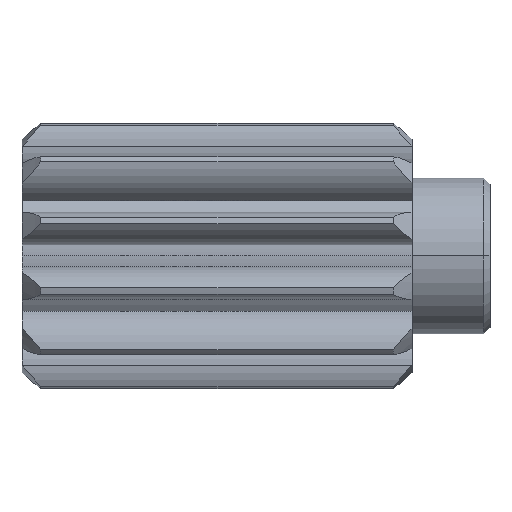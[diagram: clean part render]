
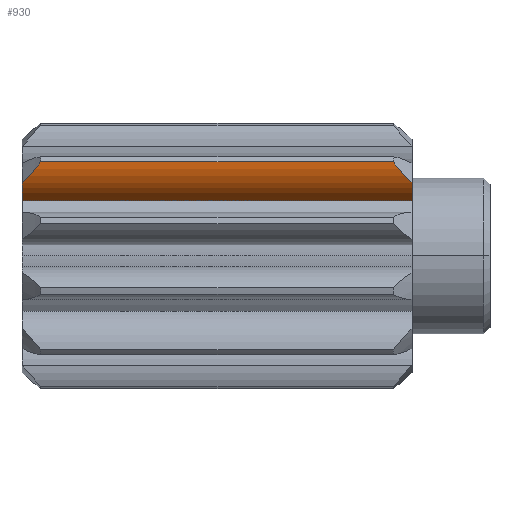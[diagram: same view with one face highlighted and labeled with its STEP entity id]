
A CAD part, top view. The second image highlights one B-rep face of the part: STEP entity #930.
In plain terms, the highlighted cylindrical face has radius 1.905 mm (diameter 3.81 mm), a partial arc.
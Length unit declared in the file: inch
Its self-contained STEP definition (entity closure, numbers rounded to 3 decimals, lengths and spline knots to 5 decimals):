
#21 = EDGE_CURVE ( 'NONE', #2082, #228, #1848, .T. ) ;
#45 = B_SPLINE_CURVE_WITH_KNOTS ( 'NONE', 3,
 ( #1981, #1771, #236, #2762, #1034, #252 ),
 .UNSPECIFIED., .F., .F.,
 ( 4, 2, 4 ),
 ( 0., 0.00059, 0.00118 ),
 .UNSPECIFIED. ) ;
#68 = ORIENTED_EDGE ( 'NONE', *, *, #1017, .T. ) ;
#69 = CARTESIAN_POINT ( 'NONE',  ( 0.625, 0.11685, 0.14823 ) ) ;
#79 = AXIS2_PLACEMENT_3D ( 'NONE', #816, #1669, #2657 ) ;
#83 = CARTESIAN_POINT ( 'NONE',  ( 0.02538, 0.14437, 0.1582 ) ) ;
#117 = EDGE_CURVE ( 'NONE', #2173, #191, #471, .T. ) ;
#171 = VERTEX_POINT ( 'NONE', #2006 ) ;
#191 = VERTEX_POINT ( 'NONE', #1289 ) ;
#222 = EDGE_CURVE ( 'NONE', #191, #1165, #1553, .T. ) ;
#223 = FACE_OUTER_BOUND ( 'NONE', #1415, .T. ) ;
#228 = VERTEX_POINT ( 'NONE', #69 ) ;
#236 = CARTESIAN_POINT ( 'NONE',  ( 0.6145, 0.12705, 0.15352 ) ) ;
#252 = CARTESIAN_POINT ( 'NONE',  ( 0.595, 0.15069, 0.15856 ) ) ;
#311 = VECTOR ( 'NONE', #2826, 39.37008 ) ;
#471 = LINE ( 'NONE', #1220, #1331 ) ;
#517 = ORIENTED_EDGE ( 'NONE', *, *, #222, .T. ) ;
#673 = DIRECTION ( 'NONE',  ( 0., 0., 1. ) ) ;
#816 = CARTESIAN_POINT ( 'NONE',  ( 0.625, 0.15505, 0.08369 ) ) ;
#930 = ADVANCED_FACE ( 'NONE', ( #223 ), #3132, .T. ) ;
#1017 = EDGE_CURVE ( 'NONE', #228, #2173, #45, .T. ) ;
#1034 = CARTESIAN_POINT ( 'NONE',  ( 0.59962, 0.14438, 0.1582 ) ) ;
#1165 = VERTEX_POINT ( 'NONE', #1593 ) ;
#1220 = CARTESIAN_POINT ( 'NONE',  ( 0.3125, 0.15069, 0.15856 ) ) ;
#1289 = CARTESIAN_POINT ( 'NONE',  ( 0.03, 0.15069, 0.15856 ) ) ;
#1319 = CARTESIAN_POINT ( 'NONE',  ( 0., 0.15505, 0.08369 ) ) ;
#1331 = VECTOR ( 'NONE', #1437, 39.37008 ) ;
#1415 = EDGE_LOOP ( 'NONE', ( #2340, #68, #2310, #517, #2127, #2926 ) ) ;
#1437 = DIRECTION ( 'NONE',  ( -1., 0., 0. ) ) ;
#1444 = CARTESIAN_POINT ( 'NONE',  ( 0.595, 0.15069, 0.15856 ) ) ;
#1553 = B_SPLINE_CURVE_WITH_KNOTS ( 'NONE', 3,
 ( #2023, #83, #2532, #1794, #2054, #2300 ),
 .UNSPECIFIED., .F., .F.,
 ( 4, 2, 4 ),
 ( 0., 0.00059, 0.00118 ),
 .UNSPECIFIED. ) ;
#1593 = CARTESIAN_POINT ( 'NONE',  ( 0., 0.11685, 0.14823 ) ) ;
#1602 = EDGE_CURVE ( 'NONE', #2082, #171, #1608, .T. ) ;
#1608 = LINE ( 'NONE', #1833, #311 ) ;
#1669 = DIRECTION ( 'NONE',  ( -1., 0., 0. ) ) ;
#1674 = CARTESIAN_POINT ( 'NONE',  ( 0.625, 0.08863, 0.11853 ) ) ;
#1771 = CARTESIAN_POINT ( 'NONE',  ( 0.61966, 0.12177, 0.15115 ) ) ;
#1788 = DIRECTION ( 'NONE',  ( 0., 0.866, -0.5 ) ) ;
#1794 = CARTESIAN_POINT ( 'NONE',  ( 0.01056, 0.12712, 0.15355 ) ) ;
#1833 = CARTESIAN_POINT ( 'NONE',  ( 0.625, 0.08863, 0.11853 ) ) ;
#1848 = CIRCLE ( 'NONE', #79, 0.075 ) ;
#1981 = CARTESIAN_POINT ( 'NONE',  ( 0.625, 0.11685, 0.14823 ) ) ;
#2006 = CARTESIAN_POINT ( 'NONE',  ( 0., 0.08863, 0.11853 ) ) ;
#2023 = CARTESIAN_POINT ( 'NONE',  ( 0.03, 0.15069, 0.15856 ) ) ;
#2054 = CARTESIAN_POINT ( 'NONE',  ( 0.00534, 0.12177, 0.15115 ) ) ;
#2082 = VERTEX_POINT ( 'NONE', #1674 ) ;
#2127 = ORIENTED_EDGE ( 'NONE', *, *, #2977, .F. ) ;
#2173 = VERTEX_POINT ( 'NONE', #1444 ) ;
#2189 = CARTESIAN_POINT ( 'NONE',  ( 0.625, 0.15505, 0.08369 ) ) ;
#2300 = CARTESIAN_POINT ( 'NONE',  ( 0., 0.11685, 0.14823 ) ) ;
#2310 = ORIENTED_EDGE ( 'NONE', *, *, #117, .T. ) ;
#2340 = ORIENTED_EDGE ( 'NONE', *, *, #21, .T. ) ;
#2351 = CIRCLE ( 'NONE', #2719, 0.075 ) ;
#2532 = CARTESIAN_POINT ( 'NONE',  ( 0.02056, 0.1384, 0.15706 ) ) ;
#2533 = AXIS2_PLACEMENT_3D ( 'NONE', #2189, #2905, #673 ) ;
#2657 = DIRECTION ( 'NONE',  ( 0., 0.866, -0.5 ) ) ;
#2719 = AXIS2_PLACEMENT_3D ( 'NONE', #1319, #2764, #1788 ) ;
#2762 = CARTESIAN_POINT ( 'NONE',  ( 0.6045, 0.13833, 0.15704 ) ) ;
#2764 = DIRECTION ( 'NONE',  ( -1., 0., 0. ) ) ;
#2826 = DIRECTION ( 'NONE',  ( -1., 0., 0. ) ) ;
#2905 = DIRECTION ( 'NONE',  ( -1., 0., 0. ) ) ;
#2926 = ORIENTED_EDGE ( 'NONE', *, *, #1602, .F. ) ;
#2977 = EDGE_CURVE ( 'NONE', #171, #1165, #2351, .T. ) ;
#3132 = CYLINDRICAL_SURFACE ( 'NONE', #2533, 0.075 ) ;
